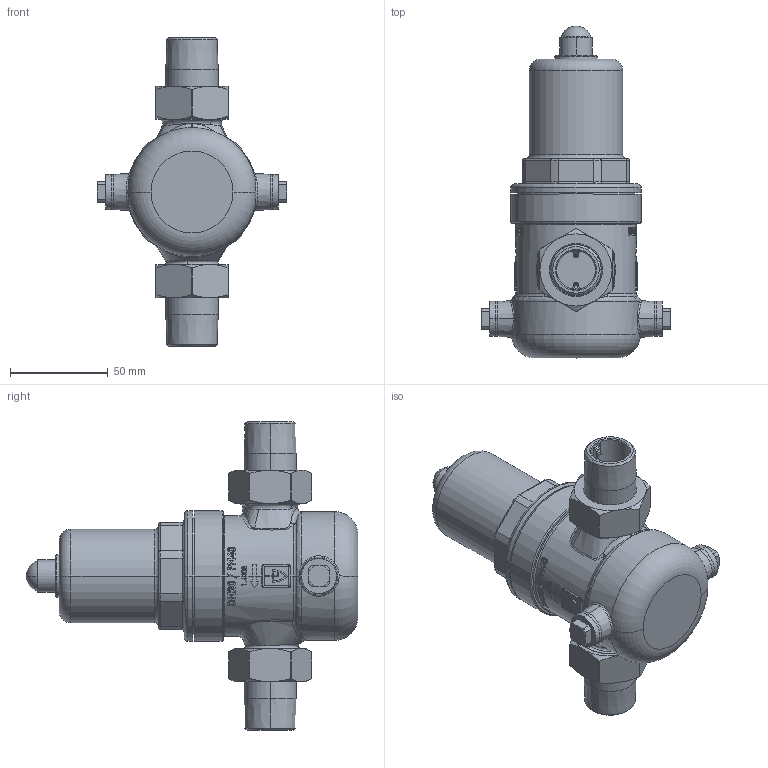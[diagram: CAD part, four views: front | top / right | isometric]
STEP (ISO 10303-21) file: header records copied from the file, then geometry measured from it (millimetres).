
FILE_DESCRIPTION (( 'STEP AP214' ), '1' );
FILE_NAME ('481 HP 3-4 Dummy.STEP', '2010-08-09T08:26:50', ( '' ), ( '' ), 'SwSTEP 2.0', 'SolidWorks 2010', '' );
FILE_SCHEMA (( 'AUTOMOTIVE_DESIGN' ));
Length unit declared in the file: millimetre
Products named in the file (1): 481 HP 3-4 Dummy
Bounding box: 97.4 x 170.2 x 158 mm (x, y, z)
Volume: 181557.2 mm3; surface area: 103585.8 mm2
Topology: 11 solids, 11 shells, 1089 faces, 2702 edges, 1682 vertices
Faces by surface type: plane 352, bspline 271, cylinder 268, cone 116, torus 70, sphere 12
Entity records: 62636 total; most frequent: CARTESIAN_POINT 26656, ORIENTED_EDGE 5344, DIRECTION 4411, EDGE_CURVE 2672, AXIS2_PLACEMENT_3D 1713, VERTEX_POINT 1682, EDGE_LOOP 1190, UNCERTAINTY_MEASURE_WITH_UNIT 1102
